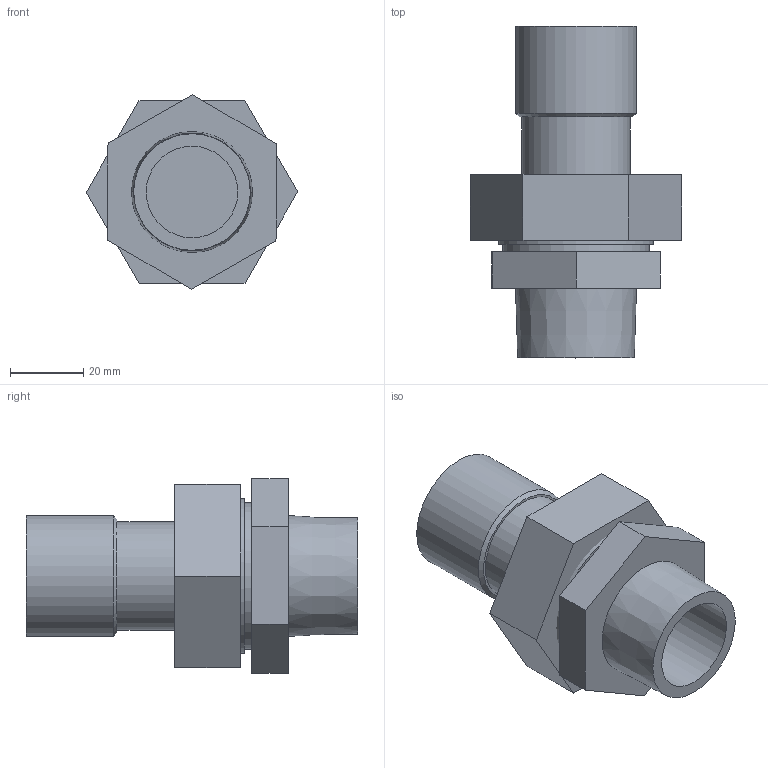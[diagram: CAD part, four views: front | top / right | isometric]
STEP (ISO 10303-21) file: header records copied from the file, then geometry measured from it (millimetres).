
FILE_DESCRIPTION(/* description */ ('Unknown'),/* implementation_level */ '2;1');
FILE_NAME(/* name */ 'F41R1DN28',/* time_stamp */ '2016-07-07T15:50:56+02:00',/* author */ ('Unknown'),/* organization */ ('Unknown'),/* preprocessor_version */ 'ST-DEVELOPER v16',/* originating_system */ 'DEX',/* authorisation */ $);
FILE_SCHEMA (('AUTOMOTIVE_DESIGN {1 0 10303 214 3 1 1}'));
Length unit declared in the file: millimetre
Products named in the file (4): F41R1DN28; TOPEUNIONDN28gen; TUERCA11-4_DN28gen; UNIONM1DN28gen
Assembly tree (3 placements, depth 2):
  F41R1DN28
    TOPEUNIONDN28gen
    TUERCA11-4_DN28gen
    UNIONM1DN28gen
Bounding box: 57.73 x 90.6 x 53.12 mm (x, y, z)
Volume: 61390.5 mm3; surface area: 30498.3 mm2
Topology: 3 solids, 3 shells, 38 faces, 75 edges, 51 vertices
Faces by surface type: plane 26, cylinder 10, cone 2
Full cylindrical faces by diameter (mm): 25 x1, 26.5 x1, 28 x1, 29.6 x1, 32 x1, 33 x1, 39.2 x1, 39.268 x1, 40 x1, 42.164 x1
Entity records: 1168 total; most frequent: DIRECTION 166, CARTESIAN_POINT 148, ORIENTED_EDGE 118, AXIS2_PLACEMENT_3D 65, EDGE_LOOP 62, FACE_BOUND 62, EDGE_CURVE 59, VERTEX_POINT 47
